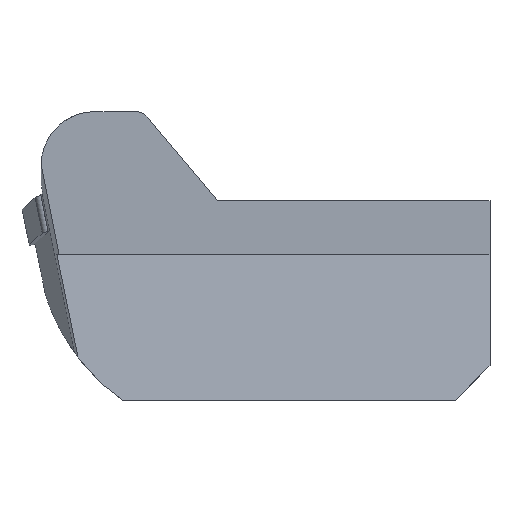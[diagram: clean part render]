
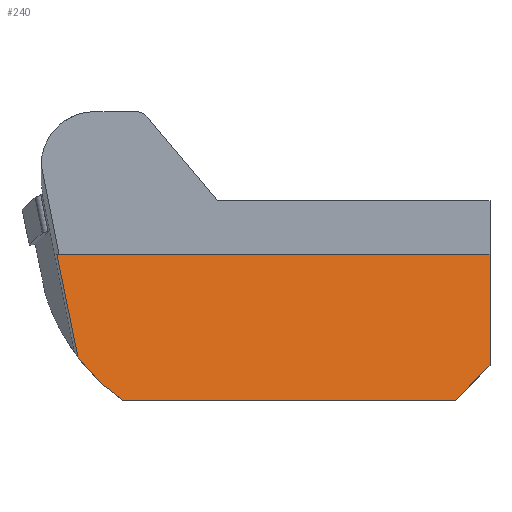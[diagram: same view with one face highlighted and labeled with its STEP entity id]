
A CAD part, top view. The second image highlights one B-rep face of the part: STEP entity #240.
In plain terms, the highlighted planar face has unit normal (0, 0.139, 0.99).
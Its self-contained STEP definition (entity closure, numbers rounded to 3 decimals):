
#93=B_SPLINE_CURVE_WITH_KNOTS('',3,(#1934,#1935,#1936,#1937),
 .UNSPECIFIED.,.F.,.F.,(4,4),(0.,1.),.UNSPECIFIED.);
#179=FACE_OUTER_BOUND('',#389,.T.);
#240=ADVANCED_FACE('',(#179),#296,.T.);
#296=PLANE('',#1381);
#389=EDGE_LOOP('',(#606,#607,#608,#609,#610,#611));
#606=ORIENTED_EDGE('',*,*,#981,.F.);
#607=ORIENTED_EDGE('',*,*,#949,.T.);
#608=ORIENTED_EDGE('',*,*,#947,.T.);
#609=ORIENTED_EDGE('',*,*,#991,.F.);
#610=ORIENTED_EDGE('',*,*,#992,.F.);
#611=ORIENTED_EDGE('',*,*,#993,.F.);
#824=VERTEX_POINT('',#1917);
#829=VERTEX_POINT('',#1926);
#831=VERTEX_POINT('',#1938);
#856=VERTEX_POINT('',#2022);
#861=VERTEX_POINT('',#2039);
#862=VERTEX_POINT('',#2041);
#947=EDGE_CURVE('',#824,#829,#1087,.T.);
#949=EDGE_CURVE('',#831,#824,#93,.T.);
#981=EDGE_CURVE('',#831,#856,#1107,.T.);
#991=EDGE_CURVE('',#861,#829,#1114,.T.);
#992=EDGE_CURVE('',#862,#861,#1115,.T.);
#993=EDGE_CURVE('',#856,#862,#1116,.T.);
#1087=LINE('',#1927,#1187);
#1107=LINE('',#2021,#1208);
#1114=LINE('',#2038,#1215);
#1115=LINE('',#2040,#1216);
#1116=LINE('',#2042,#1217);
#1187=VECTOR('',#1534,1.);
#1208=VECTOR('',#1587,1.);
#1215=VECTOR('',#1604,1.);
#1216=VECTOR('',#1605,1.);
#1217=VECTOR('',#1606,1.);
#1381=AXIS2_PLACEMENT_3D('',#2043,#1607,#1608);
#1534=DIRECTION('',(1.,0.,0.));
#1587=DIRECTION('',(-0.199,0.971,-0.136));
#1604=DIRECTION('',(-0.704,-0.704,0.099));
#1605=DIRECTION('',(0.,-0.99,0.139));
#1606=DIRECTION('',(1.,0.,0.));
#1607=DIRECTION('',(0.,0.139,0.99));
#1608=DIRECTION('',(0.,-0.99,0.139));
#1917=CARTESIAN_POINT('',(-31.394,-26.,2.67));
#1926=CARTESIAN_POINT('',(12.,-26.,2.67));
#1927=CARTESIAN_POINT('',(-51.15,-26.,2.67));
#1934=CARTESIAN_POINT('',(-37.208,-20.365,1.878));
#1935=CARTESIAN_POINT('',(-35.559,-22.536,2.183));
#1936=CARTESIAN_POINT('',(-33.621,-24.415,2.447));
#1937=CARTESIAN_POINT('',(-31.394,-26.,2.67));
#1938=CARTESIAN_POINT('',(-37.208,-20.365,1.878));
#2021=CARTESIAN_POINT('',(-40.386,-4.839,-0.304));
#2022=CARTESIAN_POINT('',(-39.944,-7.,0.));
#2038=CARTESIAN_POINT('',(-9.673,-47.673,5.716));
#2039=CARTESIAN_POINT('',(16.5,-21.5,2.038));
#2040=CARTESIAN_POINT('',(16.5,-7.,0.));
#2041=CARTESIAN_POINT('',(16.5,-7.,0.));
#2042=CARTESIAN_POINT('',(-51.15,-7.,0.));
#2043=CARTESIAN_POINT('',(-51.15,-7.,0.));
